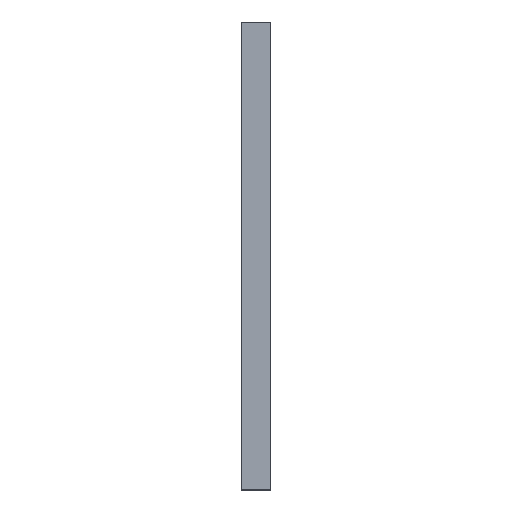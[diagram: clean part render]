
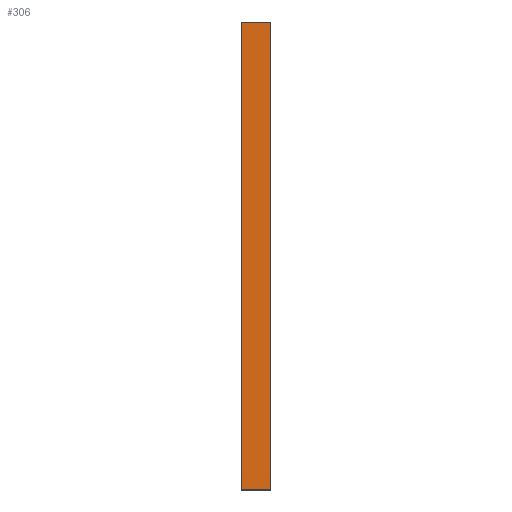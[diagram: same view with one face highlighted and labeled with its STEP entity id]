
A CAD part, left-side view. The second image highlights one B-rep face of the part: STEP entity #306.
In plain terms, the highlighted planar face has unit normal (-1, 0, 0).
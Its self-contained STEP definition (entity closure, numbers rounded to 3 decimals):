
#71 = VERTEX_POINT ( 'NONE', #698 ) ;
#85 = CARTESIAN_POINT ( 'NONE',  ( 0., -25.5, 0. ) ) ;
#118 = CARTESIAN_POINT ( 'NONE',  ( 0., -35.5, 0. ) ) ;
#174 = CARTESIAN_POINT ( 'NONE',  ( 0., -25.5, 0. ) ) ;
#178 = VERTEX_POINT ( 'NONE', #174 ) ;
#220 = VECTOR ( 'NONE', #1634, 1000. ) ;
#244 = CARTESIAN_POINT ( 'NONE',  ( 0., 10., 0. ) ) ;
#261 = ORIENTED_EDGE ( 'NONE', *, *, #924, .F. ) ;
#306 = ADVANCED_FACE ( 'NONE', ( #983 ), #764, .T. ) ;
#338 = CARTESIAN_POINT ( 'NONE',  ( 0., 10., 0. ) ) ;
#367 = ORIENTED_EDGE ( 'NONE', *, *, #941, .T. ) ;
#437 = EDGE_CURVE ( 'NONE', #894, #603, #774, .T. ) ;
#461 = ORIENTED_EDGE ( 'NONE', *, *, #1512, .T. ) ;
#575 = LINE ( 'NONE', #85, #220 ) ;
#603 = VERTEX_POINT ( 'NONE', #1096 ) ;
#636 = LINE ( 'NONE', #1143, #843 ) ;
#642 = CARTESIAN_POINT ( 'NONE',  ( 0., -35.5, 0. ) ) ;
#671 = AXIS2_PLACEMENT_3D ( 'NONE', #338, #862, #730 ) ;
#698 = CARTESIAN_POINT ( 'NONE',  ( 0., -25.5, -160. ) ) ;
#730 = DIRECTION ( 'NONE',  ( 0., 0., 1. ) ) ;
#764 = PLANE ( 'NONE',  #671 ) ;
#774 = LINE ( 'NONE', #642, #832 ) ;
#819 = ORIENTED_EDGE ( 'NONE', *, *, #437, .F. ) ;
#832 = VECTOR ( 'NONE', #1150, 1000. ) ;
#843 = VECTOR ( 'NONE', #1670, 1000. ) ;
#862 = DIRECTION ( 'NONE',  ( -1., 0., 0. ) ) ;
#894 = VERTEX_POINT ( 'NONE', #118 ) ;
#924 = EDGE_CURVE ( 'NONE', #178, #894, #1136, .T. ) ;
#941 = EDGE_CURVE ( 'NONE', #178, #71, #575, .T. ) ;
#983 = FACE_OUTER_BOUND ( 'NONE', #1310, .T. ) ;
#1096 = CARTESIAN_POINT ( 'NONE',  ( 0., -35.5, -160. ) ) ;
#1112 = VECTOR ( 'NONE', #1597, 1000. ) ;
#1136 = LINE ( 'NONE', #244, #1112 ) ;
#1143 = CARTESIAN_POINT ( 'NONE',  ( 0., 10., -160. ) ) ;
#1150 = DIRECTION ( 'NONE',  ( 0., 0., -1. ) ) ;
#1310 = EDGE_LOOP ( 'NONE', ( #261, #367, #461, #819 ) ) ;
#1512 = EDGE_CURVE ( 'NONE', #71, #603, #636, .T. ) ;
#1597 = DIRECTION ( 'NONE',  ( 0., -1., 0. ) ) ;
#1634 = DIRECTION ( 'NONE',  ( 0., 0., -1. ) ) ;
#1670 = DIRECTION ( 'NONE',  ( 0., -1., 0. ) ) ;
